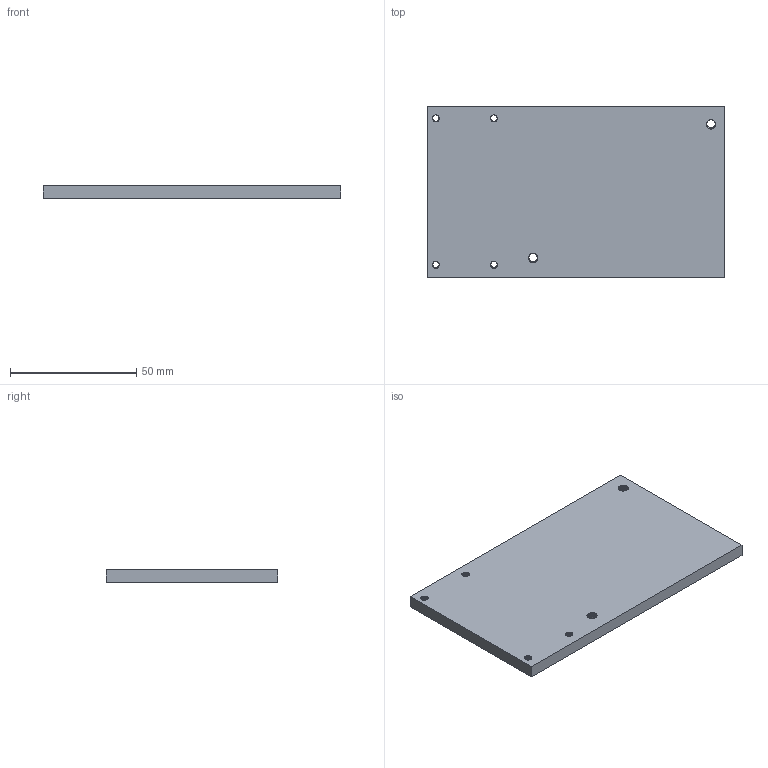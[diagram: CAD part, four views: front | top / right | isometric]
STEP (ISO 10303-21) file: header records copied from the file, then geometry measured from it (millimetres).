
FILE_DESCRIPTION(/* description */ ('KiCad electronic assembly'),/* implementation_level */ '2;1');
FILE_NAME(/* name */ 'pcb v5.step',/* time_stamp */ '2026-02-27T18:53:48+05:30',/* author */ (''),/* organization */ (''),/* preprocessor_version */ 'ST-DEVELOPER v20.1',/* originating_system */ 'Autodesk Translation Framework v14.24.0.0',/* authorisation */ '');
FILE_SCHEMA (('AUTOMOTIVE_DESIGN { 1 0 10303 214 3 1 1 }'));
Length unit declared in the file: millimetre
Products named in the file (1): door 1
Bounding box: 118 x 68 x 5 mm (x, y, z)
Volume: 39716.5 mm3; surface area: 18322.4 mm2
Topology: 1 solids, 1 shells, 136 faces, 396 edges, 264 vertices
Faces by surface type: cylinder 104, plane 20, bspline 12
Full cylindrical faces by diameter (mm): 2.529 x20, 3.086 x8, 3.332 x4
Entity records: 11302 total; most frequent: CARTESIAN_POINT 8123, ORIENTED_EDGE 792, DIRECTION 442, EDGE_CURVE 396, VERTEX_POINT 264, B_SPLINE_CURVE_WITH_KNOTS 230, AXIS2_PLACEMENT_3D 151, EDGE_LOOP 150
